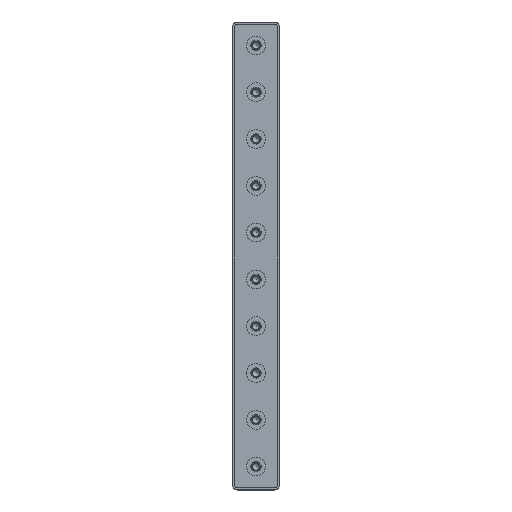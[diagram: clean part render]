
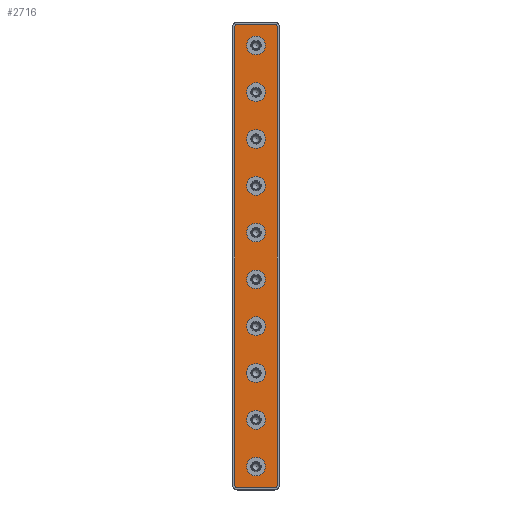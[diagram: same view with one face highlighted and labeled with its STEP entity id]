
A CAD part, top view. The second image highlights one B-rep face of the part: STEP entity #2716.
In plain terms, the highlighted planar face has unit normal (0, 0, 1).
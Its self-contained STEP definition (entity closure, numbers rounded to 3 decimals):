
#417=CARTESIAN_POINT('',(0.0,-94.0,-1.));
#418=VERTEX_POINT('',#417);
#419=CARTESIAN_POINT('',(0.0,-90.0,-1.0));
#420=DIRECTION('',(0.0,0.0,-1.0));
#421=DIRECTION('',(0.0,-1.0,0.0));
#422=AXIS2_PLACEMENT_3D('',#419,#420,#421);
#423=CIRCLE('',#422,4.);
#424=EDGE_CURVE('',#418,#418,#423,.T.);
#557=CARTESIAN_POINT('',(0.0,-74.0,-1.));
#558=VERTEX_POINT('',#557);
#559=CARTESIAN_POINT('',(0.0,-70.0,-1.0));
#560=DIRECTION('',(0.0,0.0,-1.0));
#561=DIRECTION('',(0.0,-1.0,0.0));
#562=AXIS2_PLACEMENT_3D('',#559,#560,#561);
#563=CIRCLE('',#562,4.);
#564=EDGE_CURVE('',#558,#558,#563,.T.);
#697=CARTESIAN_POINT('',(0.0,-54.0,-1.));
#698=VERTEX_POINT('',#697);
#699=CARTESIAN_POINT('',(0.0,-50.0,-1.0));
#700=DIRECTION('',(0.0,0.0,-1.0));
#701=DIRECTION('',(0.0,-1.0,0.0));
#702=AXIS2_PLACEMENT_3D('',#699,#700,#701);
#703=CIRCLE('',#702,4.);
#704=EDGE_CURVE('',#698,#698,#703,.T.);
#837=CARTESIAN_POINT('',(0.0,-34.0,-1.));
#838=VERTEX_POINT('',#837);
#839=CARTESIAN_POINT('',(0.0,-30.0,-1.0));
#840=DIRECTION('',(0.0,0.0,-1.0));
#841=DIRECTION('',(0.0,-1.0,0.0));
#842=AXIS2_PLACEMENT_3D('',#839,#840,#841);
#843=CIRCLE('',#842,4.);
#844=EDGE_CURVE('',#838,#838,#843,.T.);
#977=CARTESIAN_POINT('',(0.0,-14.,-1.));
#978=VERTEX_POINT('',#977);
#979=CARTESIAN_POINT('',(0.0,-10.0,-1.0));
#980=DIRECTION('',(0.0,0.0,-1.0));
#981=DIRECTION('',(0.0,-1.0,0.0));
#982=AXIS2_PLACEMENT_3D('',#979,#980,#981);
#983=CIRCLE('',#982,4.);
#984=EDGE_CURVE('',#978,#978,#983,.T.);
#1117=CARTESIAN_POINT('',(0.0,6.,-1.));
#1118=VERTEX_POINT('',#1117);
#1119=CARTESIAN_POINT('',(0.0,10.0,-1.0));
#1120=DIRECTION('',(0.0,0.0,-1.0));
#1121=DIRECTION('',(0.0,-1.0,0.0));
#1122=AXIS2_PLACEMENT_3D('',#1119,#1120,#1121);
#1123=CIRCLE('',#1122,4.);
#1124=EDGE_CURVE('',#1118,#1118,#1123,.T.);
#1257=CARTESIAN_POINT('',(0.0,26.,-1.));
#1258=VERTEX_POINT('',#1257);
#1259=CARTESIAN_POINT('',(0.0,30.0,-1.0));
#1260=DIRECTION('',(0.0,0.0,-1.0));
#1261=DIRECTION('',(0.0,-1.0,0.0));
#1262=AXIS2_PLACEMENT_3D('',#1259,#1260,#1261);
#1263=CIRCLE('',#1262,4.);
#1264=EDGE_CURVE('',#1258,#1258,#1263,.T.);
#1397=CARTESIAN_POINT('',(0.0,46.0,-1.));
#1398=VERTEX_POINT('',#1397);
#1399=CARTESIAN_POINT('',(0.0,50.0,-1.0));
#1400=DIRECTION('',(0.0,0.0,-1.0));
#1401=DIRECTION('',(0.0,-1.0,0.0));
#1402=AXIS2_PLACEMENT_3D('',#1399,#1400,#1401);
#1403=CIRCLE('',#1402,4.);
#1404=EDGE_CURVE('',#1398,#1398,#1403,.T.);
#1537=CARTESIAN_POINT('',(0.0,66.0,-1.));
#1538=VERTEX_POINT('',#1537);
#1539=CARTESIAN_POINT('',(0.0,70.0,-1.0));
#1540=DIRECTION('',(0.0,0.0,-1.0));
#1541=DIRECTION('',(0.0,-1.0,0.0));
#1542=AXIS2_PLACEMENT_3D('',#1539,#1540,#1541);
#1543=CIRCLE('',#1542,4.);
#1544=EDGE_CURVE('',#1538,#1538,#1543,.T.);
#2291=CARTESIAN_POINT('',(0.0,86.0,-1.));
#2292=VERTEX_POINT('',#2291);
#2293=CARTESIAN_POINT('',(0.0,90.0,-1.0));
#2294=DIRECTION('',(0.0,0.0,-1.0));
#2295=DIRECTION('',(0.0,-1.0,0.0));
#2296=AXIS2_PLACEMENT_3D('',#2293,#2294,#2295);
#2297=CIRCLE('',#2296,4.);
#2298=EDGE_CURVE('',#2292,#2292,#2297,.T.);
#2420=CARTESIAN_POINT('',(-9.,98.0,-1.0));
#2421=VERTEX_POINT('',#2420);
#2422=CARTESIAN_POINT('',(-9.,-98.0,-1.0));
#2423=VERTEX_POINT('',#2422);
#2424=CARTESIAN_POINT('',(-9.,98.0,-1.0));
#2425=DIRECTION('',(0.0,-1.0,0.0));
#2426=VECTOR('',#2425,196.0);
#2427=LINE('',#2424,#2426);
#2428=EDGE_CURVE('',#2421,#2423,#2427,.T.);
#2460=CARTESIAN_POINT('',(-8.,-99.0,-1.0));
#2461=VERTEX_POINT('',#2460);
#2462=CARTESIAN_POINT('',(-8.,-98.0,-1.0));
#2463=DIRECTION('',(0.0,0.0,1.0));
#2464=DIRECTION('',(1.0,0.0,0.0));
#2465=AXIS2_PLACEMENT_3D('',#2462,#2463,#2464);
#2466=CIRCLE('',#2465,1.);
#2467=EDGE_CURVE('',#2423,#2461,#2466,.T.);
#2493=CARTESIAN_POINT('',(8.,-99.0,-1.0));
#2494=VERTEX_POINT('',#2493);
#2495=CARTESIAN_POINT('',(-8.,-99.0,-1.0));
#2496=DIRECTION('',(1.0,0.0,0.0));
#2497=VECTOR('',#2496,16.);
#2498=LINE('',#2495,#2497);
#2499=EDGE_CURVE('',#2461,#2494,#2498,.T.);
#2524=CARTESIAN_POINT('',(9.,-98.0,-1.0));
#2525=VERTEX_POINT('',#2524);
#2526=CARTESIAN_POINT('',(8.,-98.0,-1.0));
#2527=DIRECTION('',(0.0,0.0,1.0));
#2528=DIRECTION('',(0.0,1.0,0.0));
#2529=AXIS2_PLACEMENT_3D('',#2526,#2527,#2528);
#2530=CIRCLE('',#2529,1.);
#2531=EDGE_CURVE('',#2494,#2525,#2530,.T.);
#2557=CARTESIAN_POINT('',(9.,98.0,-1.0));
#2558=VERTEX_POINT('',#2557);
#2559=CARTESIAN_POINT('',(9.,-98.0,-1.0));
#2560=DIRECTION('',(0.0,1.0,0.0));
#2561=VECTOR('',#2560,196.0);
#2562=LINE('',#2559,#2561);
#2563=EDGE_CURVE('',#2525,#2558,#2562,.T.);
#2588=CARTESIAN_POINT('',(8.,99.0,-1.0));
#2589=VERTEX_POINT('',#2588);
#2590=CARTESIAN_POINT('',(8.,98.0,-1.0));
#2591=DIRECTION('',(0.0,0.0,1.0));
#2592=DIRECTION('',(-1.0,0.0,0.0));
#2593=AXIS2_PLACEMENT_3D('',#2590,#2591,#2592);
#2594=CIRCLE('',#2593,1.);
#2595=EDGE_CURVE('',#2558,#2589,#2594,.T.);
#2621=CARTESIAN_POINT('',(-8.,99.0,-1.0));
#2622=VERTEX_POINT('',#2621);
#2623=CARTESIAN_POINT('',(8.,99.0,-1.0));
#2624=DIRECTION('',(-1.0,0.0,0.0));
#2625=VECTOR('',#2624,16.);
#2626=LINE('',#2623,#2625);
#2627=EDGE_CURVE('',#2589,#2622,#2626,.T.);
#2652=CARTESIAN_POINT('',(-8.,98.0,-1.0));
#2653=DIRECTION('',(0.0,0.0,1.0));
#2654=DIRECTION('',(0.0,-1.0,0.0));
#2655=AXIS2_PLACEMENT_3D('',#2652,#2653,#2654);
#2656=CIRCLE('',#2655,1.);
#2657=EDGE_CURVE('',#2622,#2421,#2656,.T.);
#2671=CARTESIAN_POINT('',(0.0,0.,-1.0));
#2672=DIRECTION('',(0.0,0.0,1.0));
#2673=DIRECTION('',(1.0,0.0,0.0));
#2674=AXIS2_PLACEMENT_3D('',#2671,#2672,#2673);
#2675=PLANE('',#2674);
#2676=ORIENTED_EDGE('',*,*,#2428,.T.);
#2677=ORIENTED_EDGE('',*,*,#2467,.T.);
#2678=ORIENTED_EDGE('',*,*,#2499,.T.);
#2679=ORIENTED_EDGE('',*,*,#2531,.T.);
#2680=ORIENTED_EDGE('',*,*,#2563,.T.);
#2681=ORIENTED_EDGE('',*,*,#2595,.T.);
#2682=ORIENTED_EDGE('',*,*,#2627,.T.);
#2683=ORIENTED_EDGE('',*,*,#2657,.T.);
#2684=EDGE_LOOP('',(#2676,#2677,#2678,#2679,#2680,#2681,#2682,#2683));
#2685=FACE_OUTER_BOUND('',#2684,.T.);
#2686=ORIENTED_EDGE('',*,*,#424,.T.);
#2687=EDGE_LOOP('',(#2686));
#2688=FACE_BOUND('',#2687,.T.);
#2689=ORIENTED_EDGE('',*,*,#564,.T.);
#2690=EDGE_LOOP('',(#2689));
#2691=FACE_BOUND('',#2690,.T.);
#2692=ORIENTED_EDGE('',*,*,#704,.T.);
#2693=EDGE_LOOP('',(#2692));
#2694=FACE_BOUND('',#2693,.T.);
#2695=ORIENTED_EDGE('',*,*,#844,.T.);
#2696=EDGE_LOOP('',(#2695));
#2697=FACE_BOUND('',#2696,.T.);
#2698=ORIENTED_EDGE('',*,*,#984,.T.);
#2699=EDGE_LOOP('',(#2698));
#2700=FACE_BOUND('',#2699,.T.);
#2701=ORIENTED_EDGE('',*,*,#1124,.T.);
#2702=EDGE_LOOP('',(#2701));
#2703=FACE_BOUND('',#2702,.T.);
#2704=ORIENTED_EDGE('',*,*,#1264,.T.);
#2705=EDGE_LOOP('',(#2704));
#2706=FACE_BOUND('',#2705,.T.);
#2707=ORIENTED_EDGE('',*,*,#1404,.T.);
#2708=EDGE_LOOP('',(#2707));
#2709=FACE_BOUND('',#2708,.T.);
#2710=ORIENTED_EDGE('',*,*,#1544,.T.);
#2711=EDGE_LOOP('',(#2710));
#2712=FACE_BOUND('',#2711,.T.);
#2713=ORIENTED_EDGE('',*,*,#2298,.T.);
#2714=EDGE_LOOP('',(#2713));
#2715=FACE_BOUND('',#2714,.T.);
#2716=ADVANCED_FACE('',(#2685,#2688,#2691,#2694,#2697,#2700,#2703,#2706,#2709,#2712,#2715),#2675,.T.);
